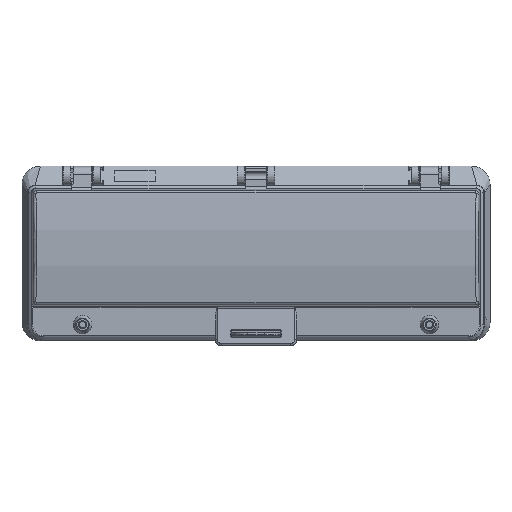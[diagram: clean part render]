
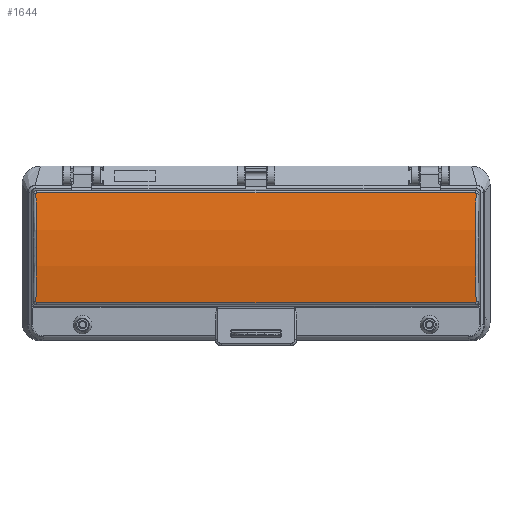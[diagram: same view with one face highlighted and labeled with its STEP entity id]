
A CAD part, top view. The second image highlights one B-rep face of the part: STEP entity #1644.
In plain terms, the highlighted cylindrical face has radius 168.283 mm (diameter 336.566 mm), a partial arc.
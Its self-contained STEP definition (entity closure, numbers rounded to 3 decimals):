
#229=CYLINDRICAL_SURFACE('',#21044,168.283);
#503=B_SPLINE_CURVE_WITH_KNOTS('',3,(#28824,#28825,#28826,#28827,#28828,
#28829,#28830,#28831,#28832,#28833,#28834,#28835),.UNSPECIFIED.,.F.,.F.,
(4,2,2,2,2,4),(0.,0.202,0.404,0.606,
0.814,1.),.UNSPECIFIED.);
#504=B_SPLINE_CURVE_WITH_KNOTS('',3,(#28837,#28838,#28839,#28840),
 .UNSPECIFIED.,.F.,.F.,(4,4),(0.,1.),.UNSPECIFIED.);
#505=B_SPLINE_CURVE_WITH_KNOTS('',3,(#28842,#28843,#28844,#28845),
 .UNSPECIFIED.,.F.,.F.,(4,4),(0.,1.),.UNSPECIFIED.);
#506=B_SPLINE_CURVE_WITH_KNOTS('',3,(#28849,#28850,#28851,#28852),
 .UNSPECIFIED.,.F.,.F.,(4,4),(0.,1.),.UNSPECIFIED.);
#507=B_SPLINE_CURVE_WITH_KNOTS('',3,(#28854,#28855,#28856,#28857),
 .UNSPECIFIED.,.F.,.F.,(4,4),(0.,1.),.UNSPECIFIED.);
#508=B_SPLINE_CURVE_WITH_KNOTS('',3,(#28859,#28860,#28861,#28862,#28863,
#28864,#28865,#28866,#28867,#28868,#28869,#28870),.UNSPECIFIED.,.F.,.F.,
(4,2,2,2,2,4),(0.,0.186,0.394,0.596,
0.798,1.),.UNSPECIFIED.);
#607=FACE_OUTER_BOUND('',#4198,.T.);
#1644=ADVANCED_FACE('',(#607),#229,.T.);
#4198=EDGE_LOOP('',(#5676,#5677,#5678,#5679,#5680,#5681,#5682,#5683));
#5676=ORIENTED_EDGE('',*,*,#13635,.T.);
#5677=ORIENTED_EDGE('',*,*,#13636,.T.);
#5678=ORIENTED_EDGE('',*,*,#13637,.T.);
#5679=ORIENTED_EDGE('',*,*,#13638,.T.);
#5680=ORIENTED_EDGE('',*,*,#13639,.T.);
#5681=ORIENTED_EDGE('',*,*,#13640,.T.);
#5682=ORIENTED_EDGE('',*,*,#13641,.T.);
#5683=ORIENTED_EDGE('',*,*,#13642,.T.);
#11656=VERTEX_POINT('',#28822);
#11657=VERTEX_POINT('',#28823);
#11658=VERTEX_POINT('',#28836);
#11659=VERTEX_POINT('',#28841);
#11660=VERTEX_POINT('',#28846);
#11661=VERTEX_POINT('',#28848);
#11662=VERTEX_POINT('',#28853);
#11663=VERTEX_POINT('',#28858);
#13635=EDGE_CURVE('',#11656,#11657,#16583,.T.);
#13636=EDGE_CURVE('',#11657,#11658,#503,.T.);
#13637=EDGE_CURVE('',#11658,#11659,#504,.T.);
#13638=EDGE_CURVE('',#11659,#11660,#505,.T.);
#13639=EDGE_CURVE('',#11660,#11661,#16584,.T.);
#13640=EDGE_CURVE('',#11661,#11662,#506,.T.);
#13641=EDGE_CURVE('',#11662,#11663,#507,.T.);
#13642=EDGE_CURVE('',#11663,#11656,#508,.T.);
#16583=LINE('',#28821,#18860);
#16584=LINE('',#28847,#18861);
#18860=VECTOR('',#22943,1.);
#18861=VECTOR('',#22944,1.);
#21044=AXIS2_PLACEMENT_3D('',#28871,#22945,#22946);
#22943=DIRECTION('',(-1.,0.,0.));
#22944=DIRECTION('',(1.,0.,0.));
#22945=DIRECTION('',(1.,0.,0.));
#22946=DIRECTION('',(0.,0.,1.));
#28821=CARTESIAN_POINT('',(53.75,-101.972,10.233));
#28822=CARTESIAN_POINT('',(334.424,-101.972,10.233));
#28823=CARTESIAN_POINT('',(95.576,-101.972,10.233));
#28824=CARTESIAN_POINT('',(95.576,-101.972,10.233));
#28825=CARTESIAN_POINT('',(95.523,-101.972,10.233));
#28826=CARTESIAN_POINT('',(95.469,-101.981,10.235));
#28827=CARTESIAN_POINT('',(95.369,-102.015,10.241));
#28828=CARTESIAN_POINT('',(95.321,-102.042,10.246));
#28829=CARTESIAN_POINT('',(95.238,-102.108,10.258));
#28830=CARTESIAN_POINT('',(95.202,-102.148,10.265));
#28831=CARTESIAN_POINT('',(95.144,-102.238,10.281));
#28832=CARTESIAN_POINT('',(95.122,-102.289,10.29));
#28833=CARTESIAN_POINT('',(95.096,-102.388,10.308));
#28834=CARTESIAN_POINT('',(95.091,-102.437,10.317));
#28835=CARTESIAN_POINT('',(95.092,-102.485,10.325));
#28836=CARTESIAN_POINT('',(95.092,-102.485,10.325));
#28837=CARTESIAN_POINT('',(95.092,-102.485,10.325));
#28838=CARTESIAN_POINT('',(95.509,-121.861,13.759));
#28839=CARTESIAN_POINT('',(95.509,-141.839,13.759));
#28840=CARTESIAN_POINT('',(95.092,-161.215,10.325));
#28841=CARTESIAN_POINT('',(95.092,-161.215,10.325));
#28842=CARTESIAN_POINT('',(95.092,-161.215,10.325));
#28843=CARTESIAN_POINT('',(95.086,-161.484,10.278));
#28844=CARTESIAN_POINT('',(95.305,-161.726,10.234));
#28845=CARTESIAN_POINT('',(95.576,-161.728,10.233));
#28846=CARTESIAN_POINT('',(95.576,-161.728,10.233));
#28847=CARTESIAN_POINT('',(53.75,-161.728,10.233));
#28848=CARTESIAN_POINT('',(334.424,-161.728,10.233));
#28849=CARTESIAN_POINT('',(334.424,-161.728,10.233));
#28850=CARTESIAN_POINT('',(334.694,-161.726,10.234));
#28851=CARTESIAN_POINT('',(334.914,-161.485,10.277));
#28852=CARTESIAN_POINT('',(334.908,-161.215,10.325));
#28853=CARTESIAN_POINT('',(334.908,-161.215,10.325));
#28854=CARTESIAN_POINT('',(334.908,-161.215,10.325));
#28855=CARTESIAN_POINT('',(334.491,-141.839,13.759));
#28856=CARTESIAN_POINT('',(334.491,-121.861,13.759));
#28857=CARTESIAN_POINT('',(334.908,-102.485,10.325));
#28858=CARTESIAN_POINT('',(334.908,-102.485,10.325));
#28859=CARTESIAN_POINT('',(334.908,-102.485,10.325));
#28860=CARTESIAN_POINT('',(334.909,-102.437,10.317));
#28861=CARTESIAN_POINT('',(334.904,-102.388,10.308));
#28862=CARTESIAN_POINT('',(334.878,-102.289,10.29));
#28863=CARTESIAN_POINT('',(334.856,-102.238,10.281));
#28864=CARTESIAN_POINT('',(334.798,-102.148,10.265));
#28865=CARTESIAN_POINT('',(334.762,-102.108,10.258));
#28866=CARTESIAN_POINT('',(334.679,-102.042,10.246));
#28867=CARTESIAN_POINT('',(334.631,-102.015,10.241));
#28868=CARTESIAN_POINT('',(334.531,-101.981,10.235));
#28869=CARTESIAN_POINT('',(334.477,-101.972,10.233));
#28870=CARTESIAN_POINT('',(334.424,-101.972,10.233));
#28871=CARTESIAN_POINT('',(53.75,-131.85,-155.376));
